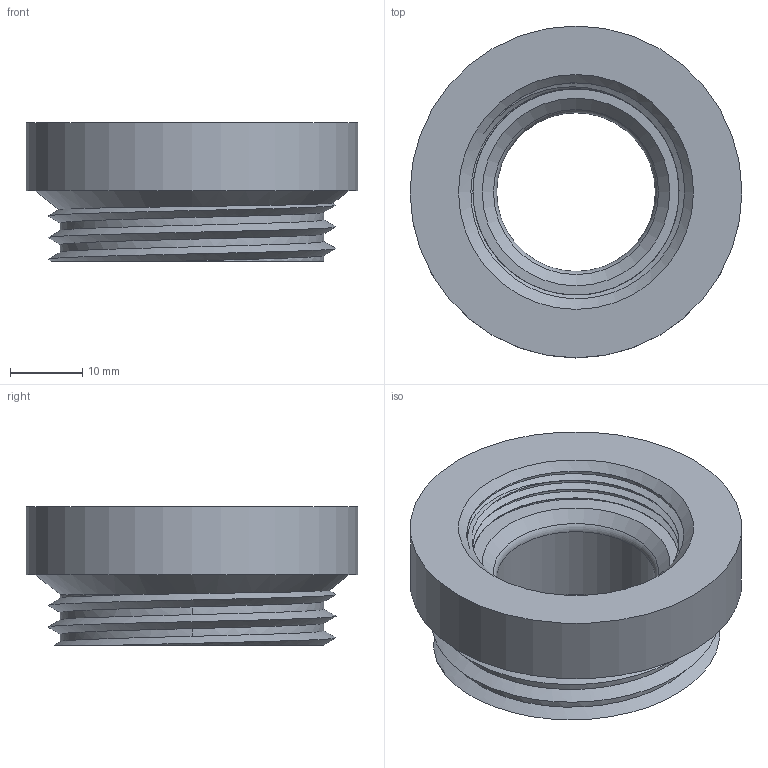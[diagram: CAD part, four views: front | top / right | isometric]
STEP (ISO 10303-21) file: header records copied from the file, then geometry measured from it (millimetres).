
FILE_DESCRIPTION(/* description */ (''),/* implementation_level */ '2;1');
FILE_NAME(/* name */ 'Link Nut-outer.step',/* time_stamp */ '2025-07-13T13:40:42+01:00',/* author */ (''),/* organization */ (''),/* preprocessor_version */ 'ST-DEVELOPER v20.1',/* originating_system */ 'Autodesk Translation Framework v14.10.0.0',/* authorisation */ '');
FILE_SCHEMA (('AUTOMOTIVE_DESIGN { 1 0 10303 214 3 1 1 }'));
Length unit declared in the file: millimetre
Products named in the file (1): Link Nut-outer
Bounding box: 46 x 46 x 19.15 mm (x, y, z)
Volume: 17558.9 mm3; surface area: 7075.6 mm2
Topology: 1 solids, 1 shells, 24 faces, 65 edges, 45 vertices
Faces by surface type: cylinder 12, plane 4, bspline 4, cone 3, torus 1
Full cylindrical faces by diameter (mm): 22 x1, 28.564 x1, 30.282 x2, 36.57 x1, 46 x1
Entity records: 3555 total; most frequent: CARTESIAN_POINT 2971, ORIENTED_EDGE 130, DIRECTION 88, EDGE_CURVE 65, VERTEX_POINT 45, AXIS2_PLACEMENT_3D 38, B_SPLINE_CURVE_WITH_KNOTS 36, EDGE_LOOP 28
